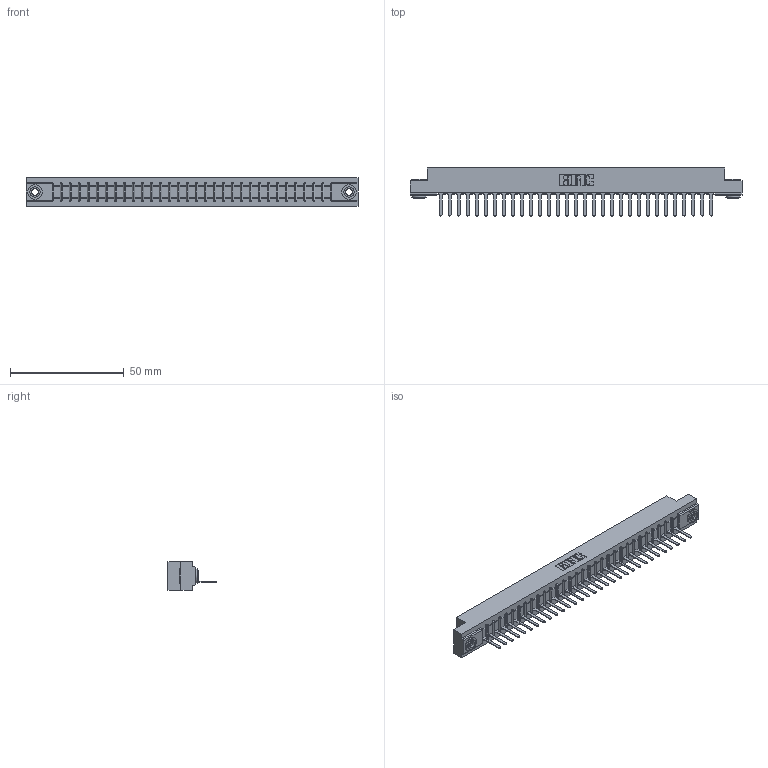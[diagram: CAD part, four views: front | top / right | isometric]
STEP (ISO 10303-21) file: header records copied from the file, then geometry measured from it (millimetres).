
FILE_DESCRIPTION (( 'STEP AP203' ), '1' );
FILE_NAME ('307-031-427-103.STEP', '2020-09-28T12:49:59', ( '' ), ( '' ), 'SwSTEP 2.0', 'SolidWorks 2020', '' );
FILE_SCHEMA (( 'CONFIG_CONTROL_DESIGN' ));
Length unit declared in the file: inch
Products named in the file (4): 345-250-002_345-250-002-102; 307 Part_.156 Dia Mounting Holes; 307-031-427-103; 307-290-001_527
Assembly tree (34 placements, depth 2):
  307-031-427-103
    307 Part_.156 Dia Mounting Holes
    307-290-001_527  x31
    345-250-002_345-250-002-102  x2
Bounding box: 145.85 x 21.11 x 12.7 mm (x, y, z)
Volume: 15099.2 mm3; surface area: 16215.7 mm2
Topology: 34 solids, 34 shells, 1938 faces, 5457 edges, 3506 vertices
Faces by surface type: plane 1241, cylinder 625, sphere 64, cone 8
Entity records: 28965 total; most frequent: CARTESIAN_POINT 4853, ORIENTED_EDGE 4830, DIRECTION 4741, EDGE_CURVE 2415, LINE 1841, VECTOR 1841, VERTEX_POINT 1562, AXIS2_PLACEMENT_3D 1450
